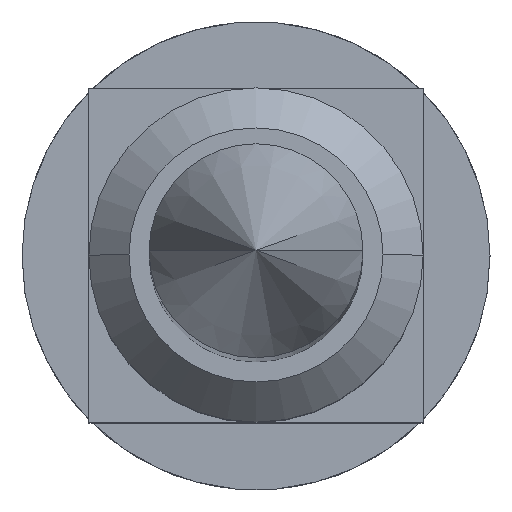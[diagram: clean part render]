
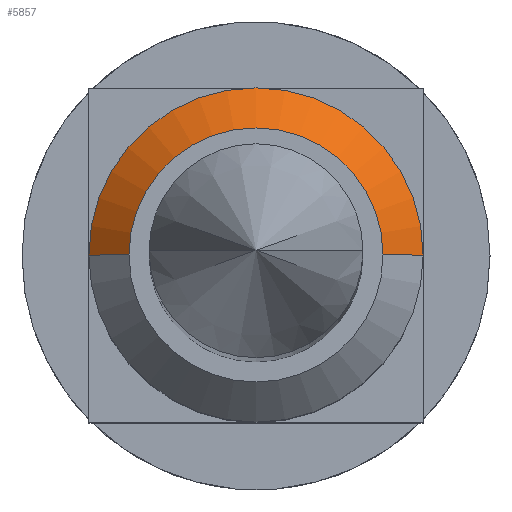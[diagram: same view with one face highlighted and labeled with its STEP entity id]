
A CAD part, top view. The second image highlights one B-rep face of the part: STEP entity #5857.
In plain terms, the highlighted conical face has half-angle 45 degrees and reference radius 0.5 mm.
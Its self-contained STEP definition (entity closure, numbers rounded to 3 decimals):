
#1081 = DIRECTION ( 'NONE',  ( -1., 0., 0. ) ) ;
#1083 = DIRECTION ( 'NONE',  ( 0., 0., -1. ) ) ;
#1085 = CARTESIAN_POINT ( 'NONE',  ( 0., 0., -0.12 ) ) ;
#1411 = CARTESIAN_POINT ( 'NONE',  ( -0.38, 0., 0. ) ) ;
#1418 = CARTESIAN_POINT ( 'NONE',  ( -0.5, 0., -0.12 ) ) ;
#1419 = CARTESIAN_POINT ( 'NONE',  ( 0.5, 0., -0.12 ) ) ;
#1422 = CARTESIAN_POINT ( 'NONE',  ( 0.38, 0., 0. ) ) ;
#1837 = AXIS2_PLACEMENT_3D ( 'NONE', #1085, #1083, #1081 ) ;
#2722 = DIRECTION ( 'NONE',  ( -0.707, 0., -0.707 ) ) ;
#2726 = CARTESIAN_POINT ( 'NONE',  ( -0.5, 0., -0.12 ) ) ;
#2731 = CARTESIAN_POINT ( 'NONE',  ( 0.5, 0., -0.12 ) ) ;
#2732 = DIRECTION ( 'NONE',  ( 0.707, 0., -0.707 ) ) ;
#2734 = CARTESIAN_POINT ( 'NONE',  ( 0., 0., 0. ) ) ;
#2735 = DIRECTION ( 'NONE',  ( 0., 0., 1. ) ) ;
#2736 = DIRECTION ( 'NONE',  ( 1., 0., 0. ) ) ;
#2744 = CARTESIAN_POINT ( 'NONE',  ( 0., 0., -0.12 ) ) ;
#2745 = DIRECTION ( 'NONE',  ( 0., 0., 1. ) ) ;
#2746 = DIRECTION ( 'NONE',  ( 1., 0., 0. ) ) ;
#3671 = FACE_OUTER_BOUND ( 'NONE', #8060, .T. ) ;
#3679 = CONICAL_SURFACE ( 'NONE', #1837, 0.5, 0.785 ) ;
#4992 = ORIENTED_EDGE ( 'NONE', *, *, #7285, .F. ) ;
#4993 = ORIENTED_EDGE ( 'NONE', *, *, #7284, .T. ) ;
#4994 = ORIENTED_EDGE ( 'NONE', *, *, #7288, .T. ) ;
#4995 = ORIENTED_EDGE ( 'NONE', *, *, #7283, .F. ) ;
#5782 = AXIS2_PLACEMENT_3D ( 'NONE', #2734, #2735, #2736 ) ;
#5784 = AXIS2_PLACEMENT_3D ( 'NONE', #2744, #2745, #2746 ) ;
#5857 = ADVANCED_FACE ( 'NONE', ( #3671 ), #3679, .T. ) ;
#6986 = CIRCLE ( 'NONE', #5782, 0.38 ) ;
#6988 = LINE ( 'NONE', #2726, #6990 ) ;
#6989 = LINE ( 'NONE', #2731, #6992 ) ;
#6990 = VECTOR ( 'NONE', #2722, 1000. ) ;
#6992 = VECTOR ( 'NONE', #2732, 1000. ) ;
#6995 = CIRCLE ( 'NONE', #5784, 0.5 ) ;
#7283 = EDGE_CURVE ( 'NONE', #7691, #7705, #6988, .T. ) ;
#7284 = EDGE_CURVE ( 'NONE', #7713, #7707, #6989, .T. ) ;
#7285 = EDGE_CURVE ( 'NONE', #7713, #7691, #6986, .T. ) ;
#7288 = EDGE_CURVE ( 'NONE', #7707, #7705, #6995, .T. ) ;
#7691 = VERTEX_POINT ( 'NONE', #1411 ) ;
#7705 = VERTEX_POINT ( 'NONE', #1418 ) ;
#7707 = VERTEX_POINT ( 'NONE', #1419 ) ;
#7713 = VERTEX_POINT ( 'NONE', #1422 ) ;
#8060 = EDGE_LOOP ( 'NONE', ( #4992, #4993, #4994, #4995 ) ) ;
